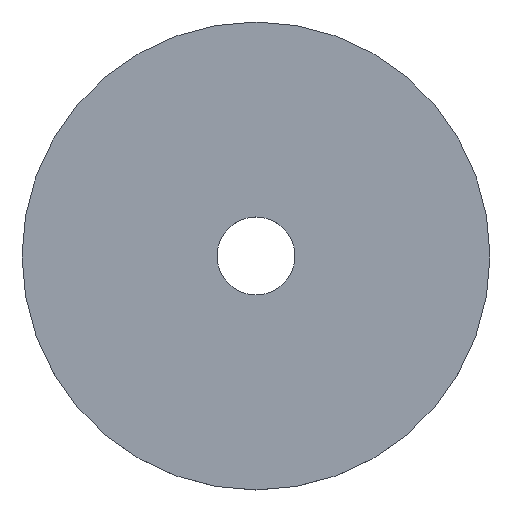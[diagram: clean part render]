
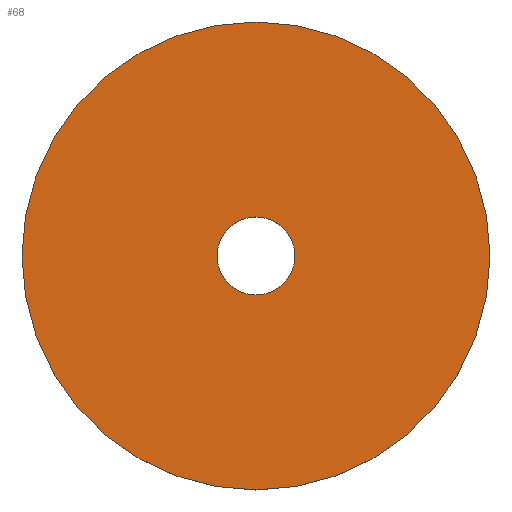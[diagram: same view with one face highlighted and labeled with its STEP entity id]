
A CAD part, top view. The second image highlights one B-rep face of the part: STEP entity #68.
In plain terms, the highlighted planar face has unit normal (0, 0, 1).
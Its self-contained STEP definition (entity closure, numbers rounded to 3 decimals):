
#20=FACE_BOUND('',#32,.T.);
#22=PLANE('',#91);
#26=FACE_OUTER_BOUND('',#31,.T.);
#31=EDGE_LOOP('',(#61));
#32=EDGE_LOOP('',(#62));
#37=CIRCLE('',#85,4.);
#39=CIRCLE('',#88,24.);
#41=VERTEX_POINT('',#120);
#43=VERTEX_POINT('',#126);
#45=EDGE_CURVE('',#41,#41,#37,.T.);
#48=EDGE_CURVE('',#43,#43,#39,.F.);
#61=ORIENTED_EDGE('',*,*,#48,.F.);
#62=ORIENTED_EDGE('',*,*,#45,.T.);
#68=ADVANCED_FACE('',(#26,#20),#22,.F.);
#85=AXIS2_PLACEMENT_3D('',#121,#99,#100);
#88=AXIS2_PLACEMENT_3D('',#127,#106,#107);
#91=AXIS2_PLACEMENT_3D('',#132,#113,#114);
#99=DIRECTION('center_axis',(0.,0.,-1.));
#100=DIRECTION('ref_axis',(0.,1.,0.));
#106=DIRECTION('center_axis',(0.,0.,1.));
#107=DIRECTION('ref_axis',(0.,-1.,0.));
#113=DIRECTION('center_axis',(0.,0.,-1.));
#114=DIRECTION('ref_axis',(0.,1.,0.));
#120=CARTESIAN_POINT('',(0.,-4.,0.));
#121=CARTESIAN_POINT('Origin',(0.,0.,0.));
#126=CARTESIAN_POINT('',(0.,24.,0.));
#127=CARTESIAN_POINT('Origin',(0.,0.,0.));
#132=CARTESIAN_POINT('Origin',(0.,0.,0.));
